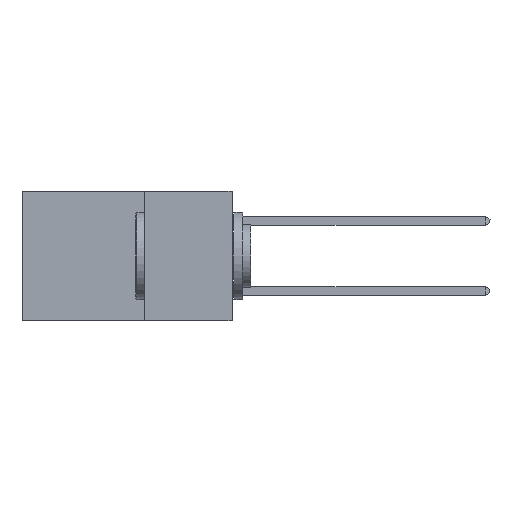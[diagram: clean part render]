
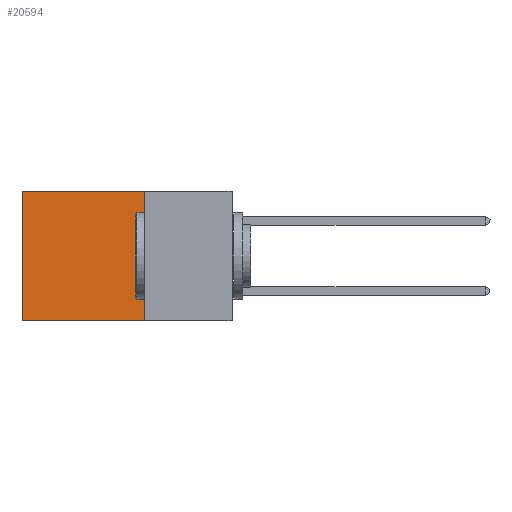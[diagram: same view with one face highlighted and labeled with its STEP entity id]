
A CAD part, left-side view. The second image highlights one B-rep face of the part: STEP entity #20594.
In plain terms, the highlighted planar face has unit normal (-1, 0, 0).
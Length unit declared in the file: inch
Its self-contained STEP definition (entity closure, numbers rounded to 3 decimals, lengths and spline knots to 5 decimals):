
#1032 = DIRECTION ( 'NONE',  ( 0., 1., 0. ) ) ;
#1195 = DIRECTION ( 'NONE',  ( 0., 0., -1. ) ) ;
#1526 = DIRECTION ( 'NONE',  ( 1., 0., 0. ) ) ;
#1862 = VECTOR ( 'NONE', #1032, 39.37008 ) ;
#2267 = DIRECTION ( 'NONE',  ( 0., 1., 0. ) ) ;
#4847 = EDGE_LOOP ( 'NONE', ( #14196, #19775, #20910, #13801 ) ) ;
#5013 = CARTESIAN_POINT ( 'NONE',  ( 0.2875, 0.25, 0. ) ) ;
#5333 = VECTOR ( 'NONE', #1195, 39.37008 ) ;
#6331 = EDGE_CURVE ( 'NONE', #10641, #19432, #12645, .T. ) ;
#6423 = EDGE_CURVE ( 'NONE', #18182, #7326, #11868, .T. ) ;
#7279 = CARTESIAN_POINT ( 'NONE',  ( 0.2875, 0.25, -0.37 ) ) ;
#7326 = VERTEX_POINT ( 'NONE', #15866 ) ;
#8317 = FACE_OUTER_BOUND ( 'NONE', #4847, .T. ) ;
#8504 = DIRECTION ( 'NONE',  ( 0., 0., -1. ) ) ;
#10641 = VERTEX_POINT ( 'NONE', #19628 ) ;
#11868 = LINE ( 'NONE', #15423, #15285 ) ;
#12039 = DIRECTION ( 'NONE',  ( 0., 0., -1. ) ) ;
#12645 = LINE ( 'NONE', #17923, #5333 ) ;
#13453 = CARTESIAN_POINT ( 'NONE',  ( 0.2875, 0.25, -0.37 ) ) ;
#13454 = AXIS2_PLACEMENT_3D ( 'NONE', #5013, #1526, #8504 ) ;
#13590 = EDGE_CURVE ( 'NONE', #19432, #7326, #20694, .T. ) ;
#13801 = ORIENTED_EDGE ( 'NONE', *, *, #17055, .T. ) ;
#14196 = ORIENTED_EDGE ( 'NONE', *, *, #6423, .T. ) ;
#15285 = VECTOR ( 'NONE', #12039, 39.37008 ) ;
#15423 = CARTESIAN_POINT ( 'NONE',  ( 0.2875, 0.6, 0. ) ) ;
#15866 = CARTESIAN_POINT ( 'NONE',  ( 0.2875, 0.6, -0.37 ) ) ;
#16836 = LINE ( 'NONE', #21235, #1862 ) ;
#17055 = EDGE_CURVE ( 'NONE', #10641, #18182, #16836, .T. ) ;
#17923 = CARTESIAN_POINT ( 'NONE',  ( 0.2875, 0.25, 0. ) ) ;
#18182 = VERTEX_POINT ( 'NONE', #18963 ) ;
#18527 = PLANE ( 'NONE',  #13454 ) ;
#18963 = CARTESIAN_POINT ( 'NONE',  ( 0.2875, 0.6, 0. ) ) ;
#19432 = VERTEX_POINT ( 'NONE', #13453 ) ;
#19628 = CARTESIAN_POINT ( 'NONE',  ( 0.2875, 0.25, 0. ) ) ;
#19775 = ORIENTED_EDGE ( 'NONE', *, *, #13590, .F. ) ;
#20432 = VECTOR ( 'NONE', #2267, 39.37008 ) ;
#20594 = ADVANCED_FACE ( 'NONE', ( #8317 ), #18527, .F. ) ;
#20694 = LINE ( 'NONE', #7279, #20432 ) ;
#20910 = ORIENTED_EDGE ( 'NONE', *, *, #6331, .F. ) ;
#21235 = CARTESIAN_POINT ( 'NONE',  ( 0.2875, 0.25, 0. ) ) ;
